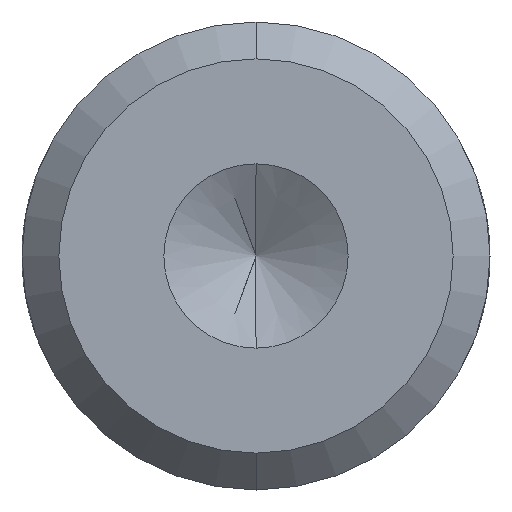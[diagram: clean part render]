
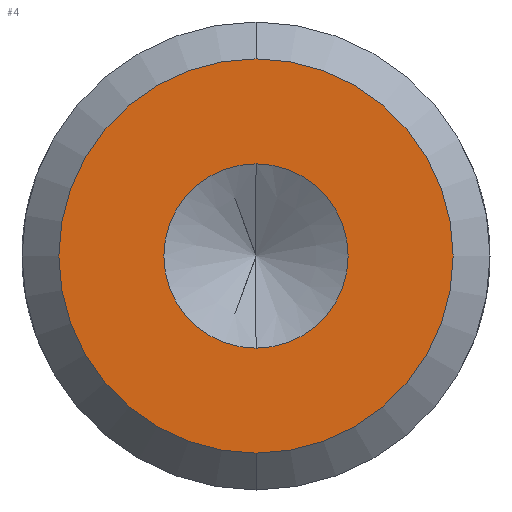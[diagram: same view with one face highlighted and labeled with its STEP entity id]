
A CAD part, front view. The second image highlights one B-rep face of the part: STEP entity #4.
In plain terms, the highlighted planar face has unit normal (0, -1, 0).
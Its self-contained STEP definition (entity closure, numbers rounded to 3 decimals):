
#3 = CARTESIAN_POINT ( 'NONE',  ( 0., 0., -2.5 ) ) ;
#4 = ADVANCED_FACE ( 'NONE', ( #111, #310 ), #414, .F. ) ;
#10 = EDGE_CURVE ( 'NONE', #704, #196, #100, .T. ) ;
#55 = ORIENTED_EDGE ( 'NONE', *, *, #215, .F. ) ;
#74 = CARTESIAN_POINT ( 'NONE',  ( 0., 0., 2.5 ) ) ;
#100 = CIRCLE ( 'NONE', #659, 5.35 ) ;
#107 = CARTESIAN_POINT ( 'NONE',  ( 0., 0., 0. ) ) ;
#111 = FACE_BOUND ( 'NONE', #283, .T. ) ;
#191 = CARTESIAN_POINT ( 'NONE',  ( 0., 0., 0. ) ) ;
#196 = VERTEX_POINT ( 'NONE', #993 ) ;
#201 = AXIS2_PLACEMENT_3D ( 'NONE', #663, #906, #296 ) ;
#214 = DIRECTION ( 'NONE',  ( 0., 0., -1. ) ) ;
#215 = EDGE_CURVE ( 'NONE', #915, #245, #558, .T. ) ;
#228 = CARTESIAN_POINT ( 'NONE',  ( 0., 0., 0. ) ) ;
#245 = VERTEX_POINT ( 'NONE', #74 ) ;
#261 = DIRECTION ( 'NONE',  ( 0., -1., 0. ) ) ;
#267 = CARTESIAN_POINT ( 'NONE',  ( 0., 0., -5.35 ) ) ;
#281 = EDGE_LOOP ( 'NONE', ( #705, #862 ) ) ;
#283 = EDGE_LOOP ( 'NONE', ( #55, #995 ) ) ;
#296 = DIRECTION ( 'NONE',  ( 0., 0., -1. ) ) ;
#309 = DIRECTION ( 'NONE',  ( 0., 0., -1. ) ) ;
#310 = FACE_OUTER_BOUND ( 'NONE', #281, .T. ) ;
#371 = CARTESIAN_POINT ( 'NONE',  ( 0., 0., 0. ) ) ;
#395 = CIRCLE ( 'NONE', #690, 2.5 ) ;
#414 = PLANE ( 'NONE',  #711 ) ;
#558 = CIRCLE ( 'NONE', #201, 2.5 ) ;
#591 = DIRECTION ( 'NONE',  ( 0., -1., 0. ) ) ;
#603 = DIRECTION ( 'NONE',  ( 0., -1., 0. ) ) ;
#659 = AXIS2_PLACEMENT_3D ( 'NONE', #191, #261, #786 ) ;
#663 = CARTESIAN_POINT ( 'NONE',  ( 0., 0., 0. ) ) ;
#690 = AXIS2_PLACEMENT_3D ( 'NONE', #228, #591, #214 ) ;
#704 = VERTEX_POINT ( 'NONE', #267 ) ;
#705 = ORIENTED_EDGE ( 'NONE', *, *, #789, .T. ) ;
#709 = AXIS2_PLACEMENT_3D ( 'NONE', #371, #603, #309 ) ;
#711 = AXIS2_PLACEMENT_3D ( 'NONE', #107, #962, #712 ) ;
#712 = DIRECTION ( 'NONE',  ( 0., 0., 1. ) ) ;
#786 = DIRECTION ( 'NONE',  ( 0., 0., -1. ) ) ;
#789 = EDGE_CURVE ( 'NONE', #196, #704, #803, .T. ) ;
#803 = CIRCLE ( 'NONE', #709, 5.35 ) ;
#836 = EDGE_CURVE ( 'NONE', #245, #915, #395, .T. ) ;
#862 = ORIENTED_EDGE ( 'NONE', *, *, #10, .T. ) ;
#906 = DIRECTION ( 'NONE',  ( 0., -1., 0. ) ) ;
#915 = VERTEX_POINT ( 'NONE', #3 ) ;
#962 = DIRECTION ( 'NONE',  ( 0., 1., 0. ) ) ;
#993 = CARTESIAN_POINT ( 'NONE',  ( 0., 0., 5.35 ) ) ;
#995 = ORIENTED_EDGE ( 'NONE', *, *, #836, .F. ) ;
